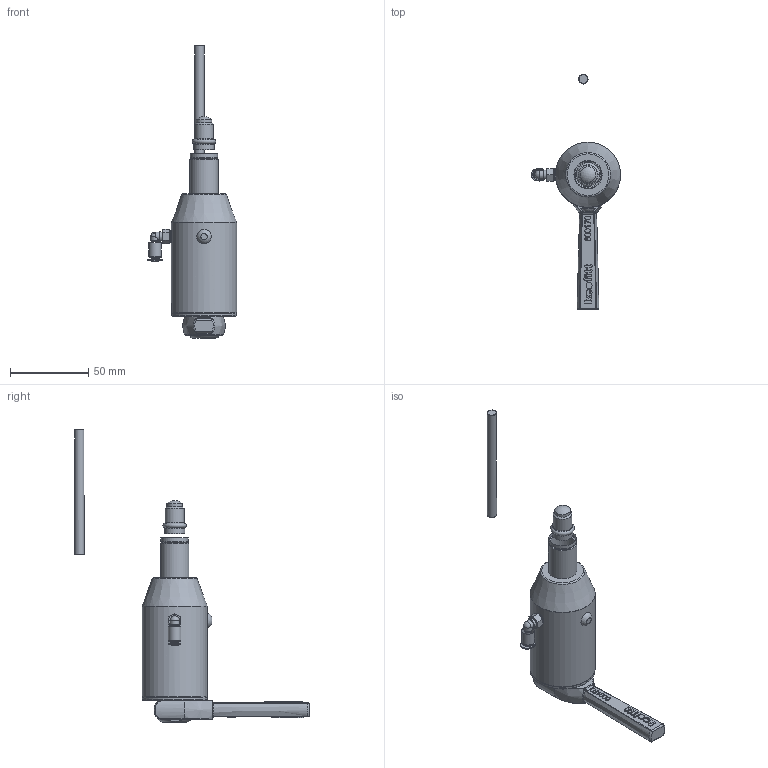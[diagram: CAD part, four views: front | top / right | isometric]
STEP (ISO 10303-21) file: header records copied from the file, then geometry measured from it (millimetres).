
FILE_DESCRIPTION(/* description */ (''),/* implementation_level */ '2;1');
FILE_NAME(/* name */ '600044E.stp',/* time_stamp */ '2024-05-29T15:25:21+02:00',/* author */ ('mbs'),/* organization */ (''),/* preprocessor_version */ 'ST-DEVELOPER v18.1',/* originating_system */ 'Autodesk Inventor 2022',/* authorisation */ '');
FILE_SCHEMA (('AUTOMOTIVE_DESIGN { 1 0 10303 214 3 1 1 }'));
Length unit declared in the file: millimetre
Products named in the file (1): 600044E_test asm simplify
Bounding box: 56.95 x 149.91 x 186.83 mm (x, y, z)
Volume: 127046 mm3; surface area: 22533.3 mm2
Topology: 2 solids, 2 shells, 526 faces, 1343 edges, 845 vertices
Faces by surface type: plane 219, bspline 161, cylinder 69, torus 37, cone 33, sphere 7
Full cylindrical faces by diameter (mm): 4 x1, 5 x1, 6 x4, 6.6 x2, 7.388 x1, 7.4 x2, 7.6 x1, 8 x1, 10 x1, 12 x1, 12.9 x1, 17.5 x1, 18 x1, 41.5 x1, 41.6 x1
Entity records: 18200 total; most frequent: CARTESIAN_POINT 5971, ORIENTED_EDGE 2658, DIRECTION 1952, EDGE_CURVE 1329, VERTEX_POINT 844, LINE 678, VECTOR 678, AXIS2_PLACEMENT_3D 637
